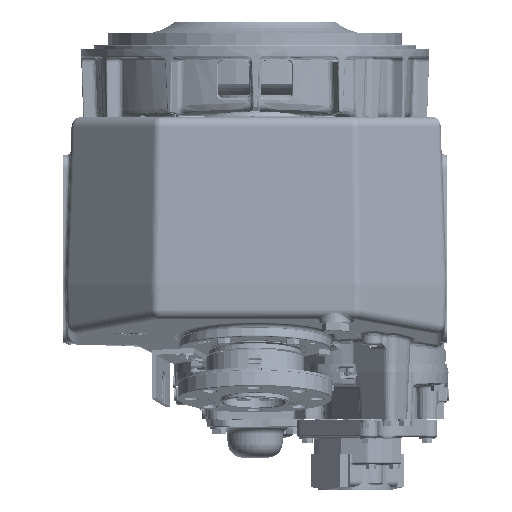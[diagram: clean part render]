
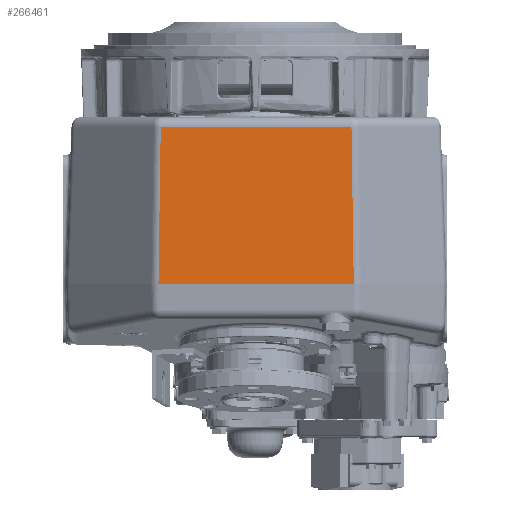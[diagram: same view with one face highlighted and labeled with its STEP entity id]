
A CAD part, front view. The second image highlights one B-rep face of the part: STEP entity #266461.
In plain terms, the highlighted planar face has unit normal (0, -0.999, 0.035).
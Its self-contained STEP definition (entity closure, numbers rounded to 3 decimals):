
#15868 = CARTESIAN_POINT ( 'NONE',  ( 152.767, -411.285, -123.142 ) ) ;
#15963 = CARTESIAN_POINT ( 'NONE',  ( -149.767, -411.285, -123.142 ) ) ;
#24176 = ORIENTED_EDGE ( 'NONE', *, *, #461721, .T. ) ;
#24709 = ORIENTED_EDGE ( 'NONE', *, *, #461724, .T. ) ;
#25600 = ORIENTED_EDGE ( 'NONE', *, *, #461712, .T. ) ;
#28263 = ORIENTED_EDGE ( 'NONE', *, *, #461752, .F. ) ;
#66010 = EDGE_LOOP ( 'NONE', ( #24176, #28263, #24709, #25600 ) ) ;
#112777 = CARTESIAN_POINT ( 'NONE',  ( 156.377, -420., -372.7 ) ) ;
#113890 = CARTESIAN_POINT ( 'NONE',  ( -153.377, -420., -372.7 ) ) ;
#136794 = VERTEX_POINT ( 'NONE', #112777 ) ;
#138092 = VERTEX_POINT ( 'NONE', #113890 ) ;
#144925 = VERTEX_POINT ( 'NONE', #15868 ) ;
#145040 = VERTEX_POINT ( 'NONE', #15963 ) ;
#266461 = ADVANCED_FACE ( 'NONE', ( #269076 ), #374239, .T. ) ;
#269076 = FACE_OUTER_BOUND ( 'NONE', #66010, .T. ) ;
#339455 = CARTESIAN_POINT ( 'NONE',  ( -156.167, -411.285, -123.142 ) ) ;
#339511 = DIRECTION ( 'NONE',  ( -1., 0., 0. ) ) ;
#339541 = CARTESIAN_POINT ( 'NONE',  ( -153.345, -419.923, -370.485 ) ) ;
#339546 = DIRECTION ( 'NONE',  ( -0.014, -0.035, -0.999 ) ) ;
#339549 = CARTESIAN_POINT ( 'NONE',  ( 156.344, -419.921, -370.441 ) ) ;
#339551 = DIRECTION ( 'NONE',  ( -0.014, 0.035, 0.999 ) ) ;
#339624 = CARTESIAN_POINT ( 'NONE',  ( 0., -420., -372.7 ) ) ;
#339627 = DIRECTION ( 'NONE',  ( -1., 0., 0. ) ) ;
#350838 = VECTOR ( 'NONE', #339511, 1000. ) ;
#350905 = VECTOR ( 'NONE', #339546, 1000. ) ;
#350908 = LINE ( 'NONE', #339455, #350838 ) ;
#350918 = LINE ( 'NONE', #339541, #350905 ) ;
#350926 = LINE ( 'NONE', #339624, #350945 ) ;
#350929 = LINE ( 'NONE', #339549, #350933 ) ;
#350933 = VECTOR ( 'NONE', #339551, 1000. ) ;
#350945 = VECTOR ( 'NONE', #339627, 1000. ) ;
#374237 = CARTESIAN_POINT ( 'NONE',  ( 0., -420., -372.7 ) ) ;
#374239 = PLANE ( 'NONE',  #451521 ) ;
#374256 = DIRECTION ( 'NONE',  ( 0., -0.999, 0.035 ) ) ;
#374258 = DIRECTION ( 'NONE',  ( 0., -0.035, -0.999 ) ) ;
#451521 = AXIS2_PLACEMENT_3D ( 'NONE', #374237, #374256, #374258 ) ;
#461712 = EDGE_CURVE ( 'NONE', #144925, #145040, #350908, .T. ) ;
#461721 = EDGE_CURVE ( 'NONE', #145040, #138092, #350918, .T. ) ;
#461724 = EDGE_CURVE ( 'NONE', #136794, #144925, #350929, .T. ) ;
#461752 = EDGE_CURVE ( 'NONE', #136794, #138092, #350926, .T. ) ;
